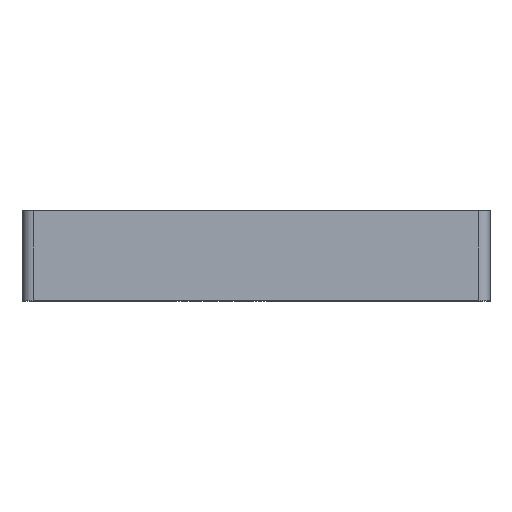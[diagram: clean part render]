
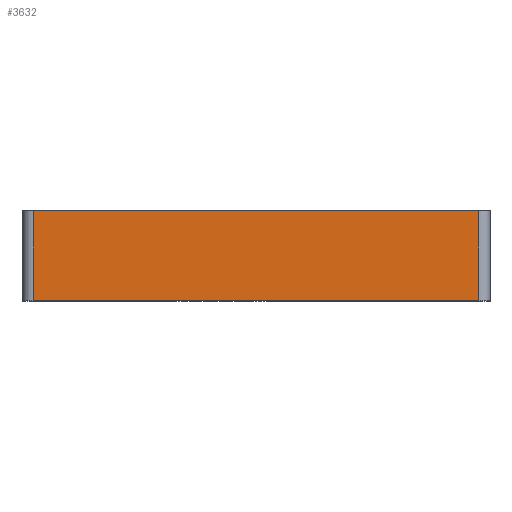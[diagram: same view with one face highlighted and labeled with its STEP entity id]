
A CAD part, top view. The second image highlights one B-rep face of the part: STEP entity #3632.
In plain terms, the highlighted planar face has unit normal (0, 0, 1).
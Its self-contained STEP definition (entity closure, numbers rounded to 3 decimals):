
#3619=AXIS2_PLACEMENT_3D('Plane Axis2P3D',#3616,#3617,#3618) ;
#2924=CARTESIAN_POINT('Vertex',(20.3,0.,40.8)) ;
#2927=CARTESIAN_POINT('Line Origine',(10.4,0.,40.8)) ;
#2931=CARTESIAN_POINT('Vertex',(0.5,0.,40.8)) ;
#3119=CARTESIAN_POINT('Vertex',(0.5,4.,40.8)) ;
#3124=CARTESIAN_POINT('Line Origine',(10.4,4.,40.8)) ;
#3128=CARTESIAN_POINT('Vertex',(20.3,4.,40.8)) ;
#3604=CARTESIAN_POINT('Line Origine',(20.3,2.,40.8)) ;
#3616=CARTESIAN_POINT('Axis2P3D Location',(20.3,0.,40.8)) ;
#3621=CARTESIAN_POINT('Line Origine',(0.5,2.,40.8)) ;
#2928=DIRECTION('Vector Direction',(-1.,0.,0.)) ;
#3125=DIRECTION('Vector Direction',(-1.,0.,0.)) ;
#3605=DIRECTION('Vector Direction',(0.,-1.,0.)) ;
#3617=DIRECTION('Axis2P3D Direction',(0.,0.,-1.)) ;
#3618=DIRECTION('Axis2P3D XDirection',(-1.,0.,0.)) ;
#3622=DIRECTION('Vector Direction',(0.,1.,0.)) ;
#2929=VECTOR('Line Direction',#2928,1.) ;
#3126=VECTOR('Line Direction',#3125,1.) ;
#3606=VECTOR('Line Direction',#3605,1.) ;
#3623=VECTOR('Line Direction',#3622,1.) ;
#3627=ORIENTED_EDGE('',*,*,#3130,.T.) ;
#3628=ORIENTED_EDGE('',*,*,#3625,.F.) ;
#3629=ORIENTED_EDGE('',*,*,#2933,.F.) ;
#3630=ORIENTED_EDGE('',*,*,#3608,.T.) ;
#3632=ADVANCED_FACE('ZQV_35-10_MOULD.1\\Body.2 ( *SOL530 - wsp *MASTER -  -Non Smart-  )',(#3631),#3620,.F.) ;
#2933=EDGE_CURVE('',#2925,#2932,#2930,.T.) ;
#3130=EDGE_CURVE('',#3129,#3120,#3127,.T.) ;
#3608=EDGE_CURVE('',#2925,#3129,#3607,.F.) ;
#3625=EDGE_CURVE('',#2932,#3120,#3624,.T.) ;
#3626=EDGE_LOOP('',(#3627,#3628,#3629,#3630)) ;
#3631=FACE_OUTER_BOUND('',#3626,.T.) ;
#2930=LINE('Line',#2927,#2929) ;
#3127=LINE('Line',#3124,#3126) ;
#3607=LINE('Line',#3604,#3606) ;
#3624=LINE('Line',#3621,#3623) ;
#3620=PLANE('',#3619) ;
#2925=VERTEX_POINT('',#2924) ;
#2932=VERTEX_POINT('',#2931) ;
#3120=VERTEX_POINT('',#3119) ;
#3129=VERTEX_POINT('',#3128) ;
